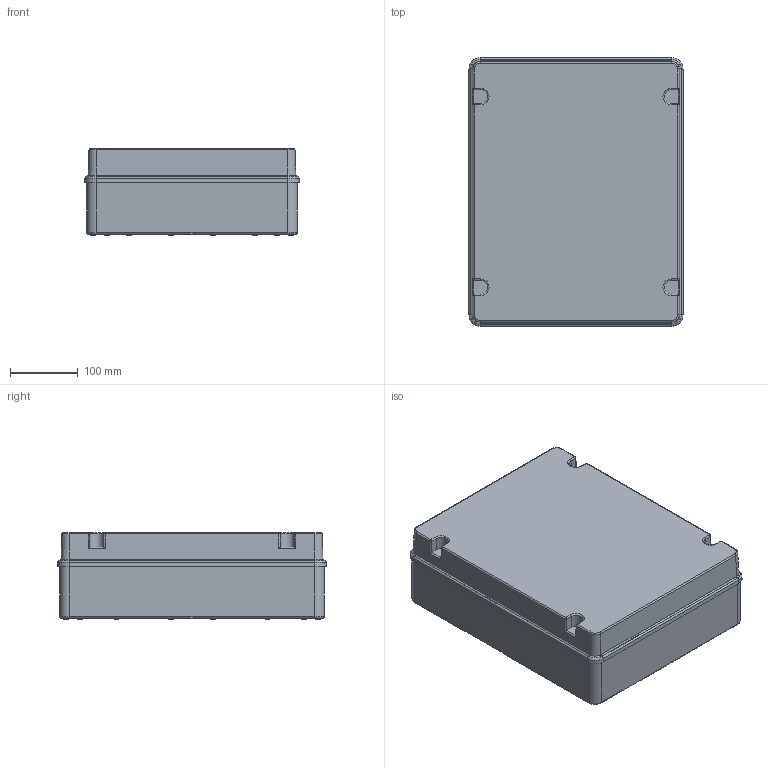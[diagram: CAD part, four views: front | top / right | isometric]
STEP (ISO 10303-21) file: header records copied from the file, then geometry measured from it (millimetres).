
FILE_DESCRIPTION((''),'2;1');
FILE_NAME('GW44210_ASM','2020-07-23T23:23:43',('user'),('Technoprobe spa'),'CREO PARAMETRIC BY PTC INC, 2019471','CREO PARAMETRIC BY PTC INC, 2019471','');
FILE_SCHEMA(('CONFIG_CONTROL_DESIGN'));
Length unit declared in the file: millimetre
Products named in the file (3): PARTBODY_1_210220; 55910293C2XX_TAB_COPERCHIO_BASS; GW44210_ASM
Assembly tree (2 placements, depth 2):
  GW44210_ASM
    PARTBODY_1_210220
    55910293C2XX_TAB_COPERCHIO_BASS
Bounding box: 315.6 x 395.6 x 128 mm (x, y, z)
Volume: 1488474.2 mm3; surface area: 950374.1 mm2
Topology: 2 solids, 2 shells, 1634 faces, 4404 edges, 2880 vertices
Faces by surface type: plane 1142, cylinder 236, cone 188, torus 60, sphere 8
Entity records: 51969 total; most frequent: CARTESIAN_POINT 10702, ORIENTED_EDGE 8792, DIRECTION 8162, EDGE_CURVE 4396, VECTOR 3432, LINE 3432, VERTEX_POINT 2880, AXIS2_PLACEMENT_3D 2365
